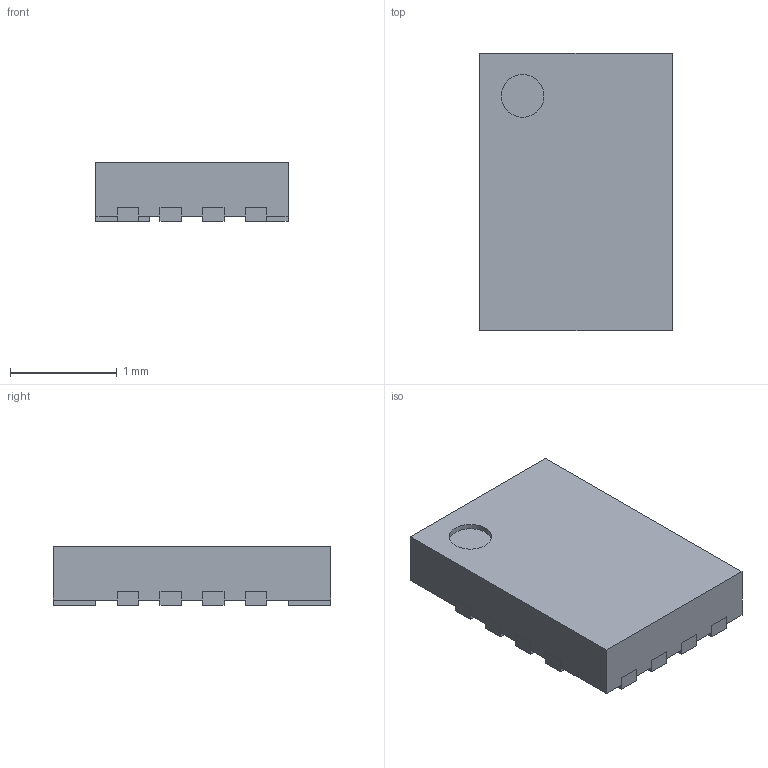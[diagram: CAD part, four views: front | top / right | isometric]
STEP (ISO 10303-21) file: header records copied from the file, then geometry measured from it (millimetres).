
FILE_DESCRIPTION((''),'2;1');
FILE_NAME('QFN40P180X260X55-16N.stp','2014-07-08T15:34:37',(''),(''),'Mechanical Desktop 2011','Mechanical Desktop 2011',', , ');
FILE_SCHEMA(('AUTOMOTIVE_DESIGN { 1 2 10303 214 1 1 1 1 }'));
Length unit declared in the file: millimetre
Products named in the file (1): Product
Bounding box: 1.8 x 2.6 x 0.55 mm (x, y, z)
Volume: 2.4 mm3; surface area: 20 mm2
Topology: 17 solids, 17 shells, 169 faces, 402 edges, 268 vertices
Faces by surface type: plane 87, bspline 80, cylinder 2
Entity records: 4816 total; most frequent: CARTESIAN_POINT 1080, ORIENTED_EDGE 804, DIRECTION 586, EDGE_CURVE 402, VECTOR 398, LINE 398, VERTEX_POINT 268, EDGE_LOOP 170
